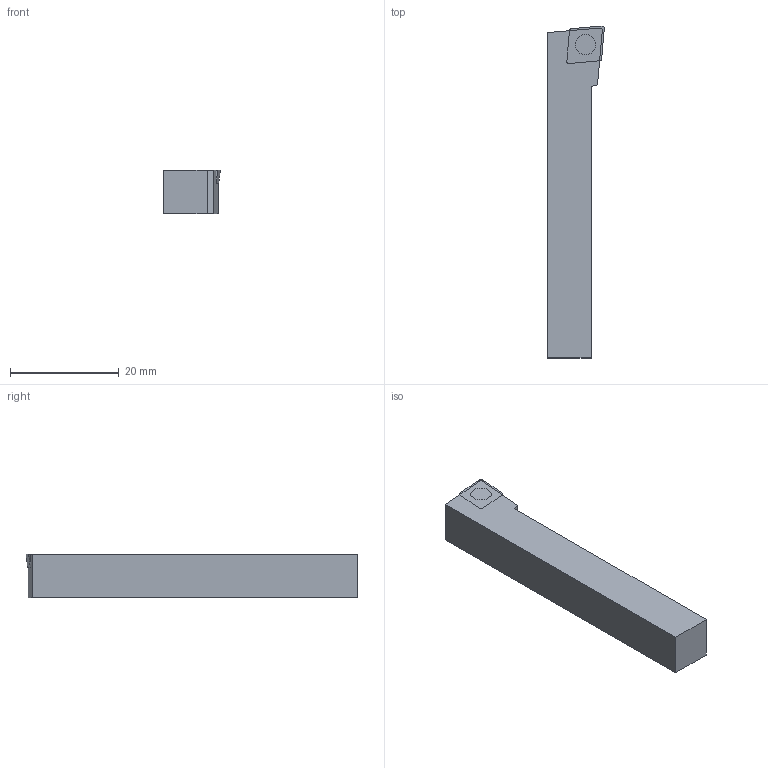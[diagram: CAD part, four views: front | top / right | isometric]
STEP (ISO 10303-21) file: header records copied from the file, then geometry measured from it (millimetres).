
FILE_DESCRIPTION(/* description */ (''),/* implementation_level */ '2;1');
FILE_NAME(/* name */ 'SCLCL0808D06_SIM.stp',/* time_stamp */ '2022-08-30T08:27:30+02:00',/* author */ (''),/* organization */ (''),/* preprocessor_version */ 'ST-DEVELOPER v16.7',/* originating_system */ 'SIEMENS PLM Software NX 12.0',/* authorisation */ '');
FILE_SCHEMA (('AUTOMOTIVE_DESIGN { 1 0 10303 214 3 1 1 1 }'));
Length unit declared in the file: millimetre
Products named in the file (1): krab19D8FFF0f0a9
Bounding box: 10.43 x 61.13 x 8 mm (x, y, z)
Volume: 4064.1 mm3; surface area: 2254.8 mm2
Topology: 2 solids, 2 shells, 22 faces, 53 edges, 35 vertices
Faces by surface type: plane 14, bspline 4, cylinder 3, torus 1
Full cylindrical faces by diameter (mm): 2.8 x1, 3.75 x1
Entity records: 917 total; most frequent: CARTESIAN_POINT 426, ORIENTED_EDGE 98, DIRECTION 77, EDGE_CURVE 49, VERTEX_POINT 34, EDGE_LOOP 27, LINE 27, VECTOR 27
